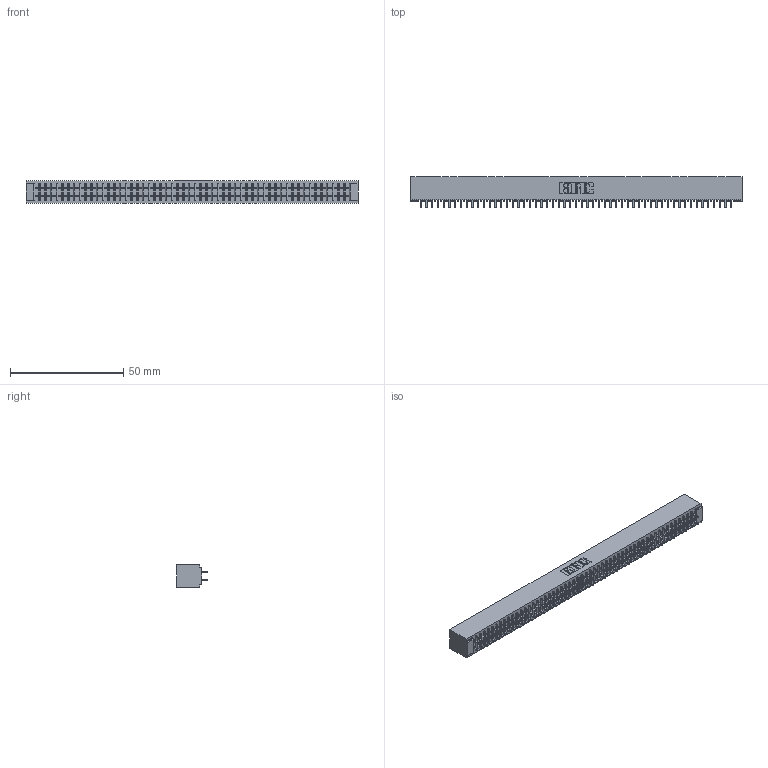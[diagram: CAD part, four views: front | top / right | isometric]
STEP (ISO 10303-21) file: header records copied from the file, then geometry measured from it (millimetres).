
FILE_DESCRIPTION (( 'STEP AP203' ), '1' );
FILE_NAME ('341-110-524-201.STEP', '2018-08-08T12:44:33', ( '' ), ( '' ), 'SwSTEP 2.0', 'SolidWorks 2016', '' );
FILE_SCHEMA (( 'CONFIG_CONTROL_DESIGN' ));
Products named in the file (3): 341 Part_No Mounting Lugs; 341-292-001_341-292-124; 341-110-524-201
Assembly tree (111 placements, depth 2):
  341-110-524-201
    341 Part_No Mounting Lugs
    341-292-001_341-292-124  x110
Bounding box: 146.69 x 13.64 x 10.16 mm (x, y, z)
Volume: 11068.9 mm3; surface area: 20509.2 mm2
Topology: 111 solids, 111 shells, 7368 faces, 21357 edges, 13830 vertices
Faces by surface type: plane 4464, cylinder 2684, sphere 112, torus 108
Entity records: 64552 total; most frequent: CARTESIAN_POINT 10729, ORIENTED_EDGE 10662, DIRECTION 10401, EDGE_CURVE 5331, VECTOR 4325, LINE 4325, VERTEX_POINT 3366, AXIS2_PLACEMENT_3D 3038
